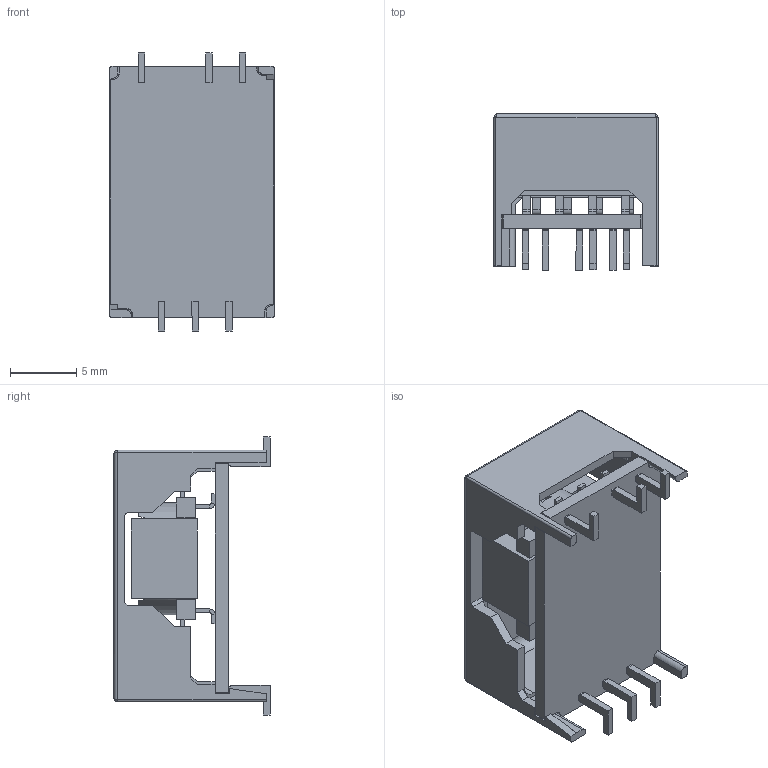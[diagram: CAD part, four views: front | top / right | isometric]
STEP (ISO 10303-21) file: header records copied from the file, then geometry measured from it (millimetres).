
FILE_DESCRIPTION (( 'STEP AP214' ), '1' );
FILE_NAME ('ccg6-xx-xxxr_outline.STEP', '2023-01-30T06:20:25', ( '' ), ( '' ), 'SwSTEP 2.0', 'SolidWorks 2020', '' );
FILE_SCHEMA (( 'AUTOMOTIVE_DESIGN' ));
Length unit declared in the file: millimetre
Products named in the file (1): ccg6-xx-xxxr_outline
Bounding box: 12.4 x 11.8 x 21 mm (x, y, z)
Volume: 1028.7 mm3; surface area: 2306.5 mm2
Topology: 1 solids, 9 shells, 428 faces, 1110 edges, 695 vertices
Faces by surface type: plane 349, cylinder 71, sphere 4, bspline 4
Entity records: 17595 total; most frequent: CARTESIAN_POINT 2387, ORIENTED_EDGE 2204, DIRECTION 2081, EDGE_CURVE 1102, LINE 927, VECTOR 927, VERTEX_POINT 695, AXIS2_PLACEMENT_3D 577
